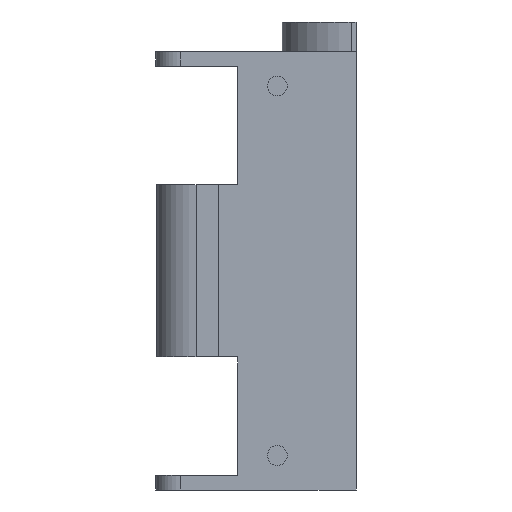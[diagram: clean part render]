
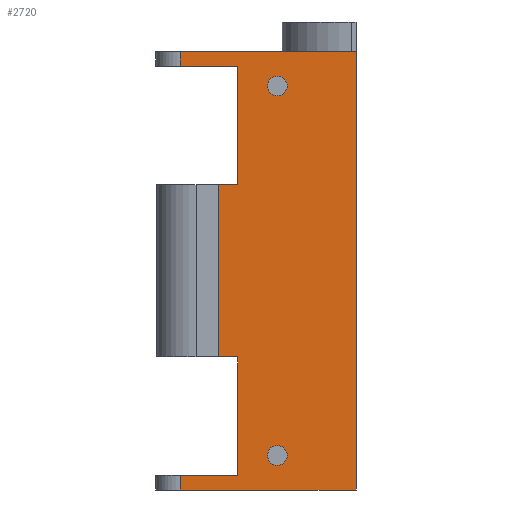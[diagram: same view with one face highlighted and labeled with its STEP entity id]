
A CAD part, front view. The second image highlights one B-rep face of the part: STEP entity #2720.
In plain terms, the highlighted planar face has unit normal (0, -1, 0).
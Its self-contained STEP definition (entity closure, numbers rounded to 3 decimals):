
#19 = VERTEX_POINT ( 'NONE', #3887 ) ;
#67 = VERTEX_POINT ( 'NONE', #3250 ) ;
#80 = ORIENTED_EDGE ( 'NONE', *, *, #2473, .F. ) ;
#97 = FACE_BOUND ( 'NONE', #210, .T. ) ;
#163 = CIRCLE ( 'NONE', #1283, 2. ) ;
#210 = EDGE_LOOP ( 'NONE', ( #1632, #1308 ) ) ;
#265 = CARTESIAN_POINT ( 'NONE',  ( -15., -35.5, -37.5 ) ) ;
#266 = EDGE_CURVE ( 'NONE', #564, #1569, #2330, .T. ) ;
#290 = AXIS2_PLACEMENT_3D ( 'NONE', #1044, #1005, #3796 ) ;
#297 = DIRECTION ( 'NONE',  ( 0., 0., -1. ) ) ;
#320 = ORIENTED_EDGE ( 'NONE', *, *, #1903, .F. ) ;
#342 = CARTESIAN_POINT ( 'NONE',  ( 1., -35.5, -44.5 ) ) ;
#344 = LINE ( 'NONE', #2389, #1889 ) ;
#351 = CARTESIAN_POINT ( 'NONE',  ( -23., -35.5, 44.5 ) ) ;
#382 = VERTEX_POINT ( 'NONE', #2280 ) ;
#397 = ORIENTED_EDGE ( 'NONE', *, *, #2238, .T. ) ;
#399 = CARTESIAN_POINT ( 'NONE',  ( -34.653, -35.5, 41.5 ) ) ;
#414 = DIRECTION ( 'NONE',  ( 0., 0., 1. ) ) ;
#454 = VECTOR ( 'NONE', #1776, 1000. ) ;
#560 = CARTESIAN_POINT ( 'NONE',  ( -27., -35.5, 17.5 ) ) ;
#564 = VERTEX_POINT ( 'NONE', #2944 ) ;
#578 = CARTESIAN_POINT ( 'NONE',  ( -23., -35.5, 41.5 ) ) ;
#587 = ORIENTED_EDGE ( 'NONE', *, *, #2056, .F. ) ;
#593 = VECTOR ( 'NONE', #2204, 1000. ) ;
#607 = VERTEX_POINT ( 'NONE', #560 ) ;
#608 = CARTESIAN_POINT ( 'NONE',  ( -27., -35.5, 17.5 ) ) ;
#629 = DIRECTION ( 'NONE',  ( 0., -1., 0. ) ) ;
#631 = VERTEX_POINT ( 'NONE', #3967 ) ;
#691 = LINE ( 'NONE', #608, #2613 ) ;
#693 = EDGE_CURVE ( 'NONE', #828, #3819, #163, .T. ) ;
#694 = DIRECTION ( 'NONE',  ( 1., 0., 0. ) ) ;
#698 = CIRCLE ( 'NONE', #2998, 2. ) ;
#822 = LINE ( 'NONE', #351, #1403 ) ;
#828 = VERTEX_POINT ( 'NONE', #1526 ) ;
#848 = DIRECTION ( 'NONE',  ( 0., 0., -1. ) ) ;
#894 = ORIENTED_EDGE ( 'NONE', *, *, #1790, .F. ) ;
#928 = EDGE_LOOP ( 'NONE', ( #894, #320, #2640, #1389, #1239, #587, #3382, #2976, #1610, #80, #3081, #397 ) ) ;
#988 = VERTEX_POINT ( 'NONE', #3854 ) ;
#1005 = DIRECTION ( 'NONE',  ( 0., -1., 0. ) ) ;
#1044 = CARTESIAN_POINT ( 'NONE',  ( -15., -35.5, 37.5 ) ) ;
#1067 = DIRECTION ( 'NONE',  ( 0., 0., 1. ) ) ;
#1079 = LINE ( 'NONE', #2685, #454 ) ;
#1114 = LINE ( 'NONE', #1260, #3777 ) ;
#1136 = CARTESIAN_POINT ( 'NONE',  ( 0., -35.5, 0. ) ) ;
#1153 = EDGE_LOOP ( 'NONE', ( #2419, #2786 ) ) ;
#1178 = EDGE_CURVE ( 'NONE', #3819, #828, #698, .T. ) ;
#1187 = PLANE ( 'NONE',  #1289 ) ;
#1203 = FACE_OUTER_BOUND ( 'NONE', #928, .T. ) ;
#1239 = ORIENTED_EDGE ( 'NONE', *, *, #1883, .T. ) ;
#1260 = CARTESIAN_POINT ( 'NONE',  ( -27., -35.5, 17.5 ) ) ;
#1269 = CARTESIAN_POINT ( 'NONE',  ( -27., -35.5, -17.5 ) ) ;
#1283 = AXIS2_PLACEMENT_3D ( 'NONE', #3094, #2186, #2791 ) ;
#1289 = AXIS2_PLACEMENT_3D ( 'NONE', #1136, #3615, #2081 ) ;
#1308 = ORIENTED_EDGE ( 'NONE', *, *, #693, .F. ) ;
#1375 = EDGE_CURVE ( 'NONE', #1574, #2166, #2855, .T. ) ;
#1389 = ORIENTED_EDGE ( 'NONE', *, *, #1375, .F. ) ;
#1396 = DIRECTION ( 'NONE',  ( 0., 0., 1. ) ) ;
#1403 = VECTOR ( 'NONE', #694, 1000. ) ;
#1411 = LINE ( 'NONE', #2189, #593 ) ;
#1439 = VERTEX_POINT ( 'NONE', #1977 ) ;
#1452 = VECTOR ( 'NONE', #848, 1000. ) ;
#1526 = CARTESIAN_POINT ( 'NONE',  ( -15., -35.5, -35.5 ) ) ;
#1569 = VERTEX_POINT ( 'NONE', #2084 ) ;
#1574 = VERTEX_POINT ( 'NONE', #3569 ) ;
#1576 = DIRECTION ( 'NONE',  ( 0., 0., -1. ) ) ;
#1610 = ORIENTED_EDGE ( 'NONE', *, *, #266, .T. ) ;
#1615 = DIRECTION ( 'NONE',  ( 1., 0., 0. ) ) ;
#1627 = VERTEX_POINT ( 'NONE', #578 ) ;
#1632 = ORIENTED_EDGE ( 'NONE', *, *, #1178, .F. ) ;
#1730 = VECTOR ( 'NONE', #2774, 1000. ) ;
#1775 = CIRCLE ( 'NONE', #290, 2. ) ;
#1776 = DIRECTION ( 'NONE',  ( 0., 0., -1. ) ) ;
#1790 = EDGE_CURVE ( 'NONE', #2339, #631, #1411, .T. ) ;
#1883 = EDGE_CURVE ( 'NONE', #1574, #1627, #344, .T. ) ;
#1889 = VECTOR ( 'NONE', #2981, 1000. ) ;
#1903 = EDGE_CURVE ( 'NONE', #382, #2339, #1079, .T. ) ;
#1921 = EDGE_CURVE ( 'NONE', #607, #19, #691, .T. ) ;
#1941 = VECTOR ( 'NONE', #1067, 1000. ) ;
#1977 = CARTESIAN_POINT ( 'NONE',  ( -15., -35.5, 35.5 ) ) ;
#1986 = VECTOR ( 'NONE', #1396, 1000. ) ;
#2056 = EDGE_CURVE ( 'NONE', #19, #1627, #3356, .T. ) ;
#2081 = DIRECTION ( 'NONE',  ( 0., 0., -1. ) ) ;
#2084 = CARTESIAN_POINT ( 'NONE',  ( -23., -35.5, -17.5 ) ) ;
#2098 = CARTESIAN_POINT ( 'NONE',  ( -15., -35.5, 37.5 ) ) ;
#2163 = LINE ( 'NONE', #3182, #3300 ) ;
#2166 = VERTEX_POINT ( 'NONE', #2450 ) ;
#2186 = DIRECTION ( 'NONE',  ( 0., -1., 0. ) ) ;
#2189 = CARTESIAN_POINT ( 'NONE',  ( -23., -35.5, -44.5 ) ) ;
#2204 = DIRECTION ( 'NONE',  ( -1., 0., 0. ) ) ;
#2238 = EDGE_CURVE ( 'NONE', #988, #631, #2271, .T. ) ;
#2248 = LINE ( 'NONE', #2762, #1730 ) ;
#2259 = EDGE_CURVE ( 'NONE', #67, #1439, #2653, .T. ) ;
#2271 = LINE ( 'NONE', #2337, #1452 ) ;
#2280 = CARTESIAN_POINT ( 'NONE',  ( 1., -35.5, 44.5 ) ) ;
#2330 = LINE ( 'NONE', #1269, #3847 ) ;
#2337 = CARTESIAN_POINT ( 'NONE',  ( -34.653, -35.5, -41.5 ) ) ;
#2339 = VERTEX_POINT ( 'NONE', #342 ) ;
#2389 = CARTESIAN_POINT ( 'NONE',  ( -34.653, -35.5, 41.5 ) ) ;
#2419 = ORIENTED_EDGE ( 'NONE', *, *, #3799, .F. ) ;
#2443 = DIRECTION ( 'NONE',  ( 0., 0., -1. ) ) ;
#2450 = CARTESIAN_POINT ( 'NONE',  ( -34.653, -35.5, 44.5 ) ) ;
#2473 = EDGE_CURVE ( 'NONE', #2789, #1569, #2163, .T. ) ;
#2613 = VECTOR ( 'NONE', #3105, 1000. ) ;
#2640 = ORIENTED_EDGE ( 'NONE', *, *, #2746, .F. ) ;
#2653 = CIRCLE ( 'NONE', #4007, 2. ) ;
#2685 = CARTESIAN_POINT ( 'NONE',  ( 1., -35.5, 0. ) ) ;
#2720 = ADVANCED_FACE ( 'NONE', ( #97, #3297, #1203 ), #1187, .T. ) ;
#2746 = EDGE_CURVE ( 'NONE', #2166, #382, #822, .T. ) ;
#2762 = CARTESIAN_POINT ( 'NONE',  ( -23., -35.5, -41.5 ) ) ;
#2774 = DIRECTION ( 'NONE',  ( -1., 0., 0. ) ) ;
#2777 = EDGE_CURVE ( 'NONE', #607, #564, #1114, .T. ) ;
#2786 = ORIENTED_EDGE ( 'NONE', *, *, #2259, .F. ) ;
#2789 = VERTEX_POINT ( 'NONE', #3512 ) ;
#2791 = DIRECTION ( 'NONE',  ( 0., 0., -1. ) ) ;
#2855 = LINE ( 'NONE', #399, #1941 ) ;
#2944 = CARTESIAN_POINT ( 'NONE',  ( -27., -35.5, -17.5 ) ) ;
#2968 = CARTESIAN_POINT ( 'NONE',  ( -15., -35.5, -39.5 ) ) ;
#2976 = ORIENTED_EDGE ( 'NONE', *, *, #2777, .T. ) ;
#2981 = DIRECTION ( 'NONE',  ( 1., 0., 0. ) ) ;
#2998 = AXIS2_PLACEMENT_3D ( 'NONE', #265, #629, #297 ) ;
#3036 = CARTESIAN_POINT ( 'NONE',  ( -23., -35.5, 44.5 ) ) ;
#3081 = ORIENTED_EDGE ( 'NONE', *, *, #3724, .T. ) ;
#3094 = CARTESIAN_POINT ( 'NONE',  ( -15., -35.5, -37.5 ) ) ;
#3105 = DIRECTION ( 'NONE',  ( 1., 0., 0. ) ) ;
#3182 = CARTESIAN_POINT ( 'NONE',  ( -23., -35.5, 44.5 ) ) ;
#3250 = CARTESIAN_POINT ( 'NONE',  ( -15., -35.5, 39.5 ) ) ;
#3297 = FACE_BOUND ( 'NONE', #1153, .T. ) ;
#3300 = VECTOR ( 'NONE', #414, 1000. ) ;
#3356 = LINE ( 'NONE', #3036, #1986 ) ;
#3382 = ORIENTED_EDGE ( 'NONE', *, *, #1921, .F. ) ;
#3512 = CARTESIAN_POINT ( 'NONE',  ( -23., -35.5, -41.5 ) ) ;
#3569 = CARTESIAN_POINT ( 'NONE',  ( -34.653, -35.5, 41.5 ) ) ;
#3615 = DIRECTION ( 'NONE',  ( 0., -1., 0. ) ) ;
#3661 = DIRECTION ( 'NONE',  ( 0., -1., 0. ) ) ;
#3724 = EDGE_CURVE ( 'NONE', #2789, #988, #2248, .T. ) ;
#3777 = VECTOR ( 'NONE', #1576, 1000. ) ;
#3796 = DIRECTION ( 'NONE',  ( 0., 0., -1. ) ) ;
#3799 = EDGE_CURVE ( 'NONE', #1439, #67, #1775, .T. ) ;
#3819 = VERTEX_POINT ( 'NONE', #2968 ) ;
#3847 = VECTOR ( 'NONE', #1615, 1000. ) ;
#3854 = CARTESIAN_POINT ( 'NONE',  ( -34.653, -35.5, -41.5 ) ) ;
#3887 = CARTESIAN_POINT ( 'NONE',  ( -23., -35.5, 17.5 ) ) ;
#3967 = CARTESIAN_POINT ( 'NONE',  ( -34.653, -35.5, -44.5 ) ) ;
#4007 = AXIS2_PLACEMENT_3D ( 'NONE', #2098, #3661, #2443 ) ;
